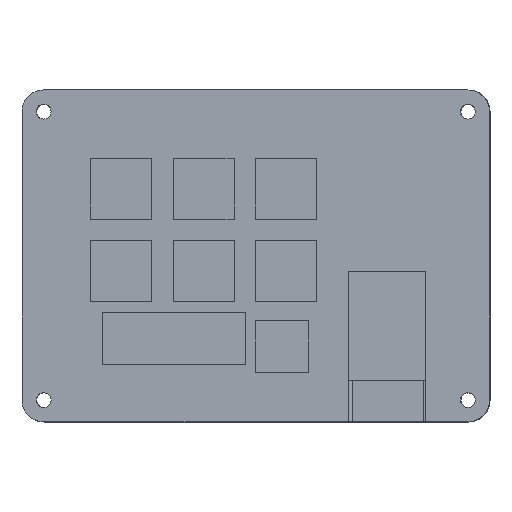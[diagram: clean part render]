
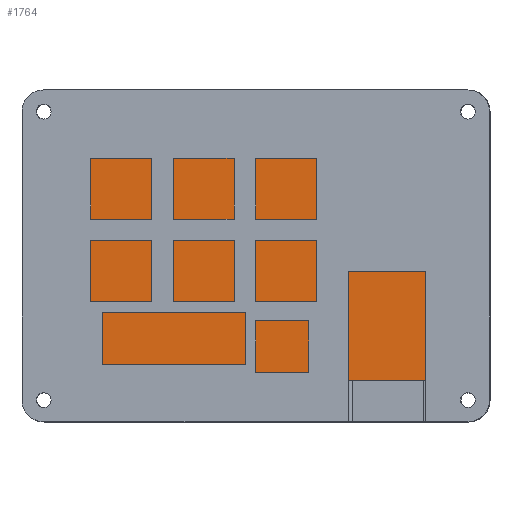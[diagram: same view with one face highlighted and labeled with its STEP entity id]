
A CAD part, top view. The second image highlights one B-rep face of the part: STEP entity #1764.
In plain terms, the highlighted planar face has unit normal (0, 0, 1).
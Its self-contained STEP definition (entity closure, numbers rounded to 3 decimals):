
#224=PLANE('',#1984);
#292=FACE_OUTER_BOUND('',#380,.T.);
#380=EDGE_LOOP('',(#1367,#1368,#1369,#1370));
#516=LINE('',#2819,#696);
#518=LINE('',#2823,#698);
#519=LINE('',#2825,#699);
#520=LINE('',#2826,#700);
#696=VECTOR('',#2253,10.);
#698=VECTOR('',#2257,10.);
#699=VECTOR('',#2258,10.);
#700=VECTOR('',#2259,10.);
#927=VERTEX_POINT('',#2816);
#928=VERTEX_POINT('',#2818);
#929=VERTEX_POINT('',#2822);
#930=VERTEX_POINT('',#2824);
#1096=EDGE_CURVE('',#927,#928,#516,.T.);
#1098=EDGE_CURVE('',#928,#929,#518,.T.);
#1099=EDGE_CURVE('',#930,#927,#519,.T.);
#1100=EDGE_CURVE('',#929,#930,#520,.T.);
#1367=ORIENTED_EDGE('',*,*,#1098,.F.);
#1368=ORIENTED_EDGE('',*,*,#1096,.F.);
#1369=ORIENTED_EDGE('',*,*,#1099,.F.);
#1370=ORIENTED_EDGE('',*,*,#1100,.F.);
#1764=ADVANCED_FACE('',(#292),#224,.T.);
#1984=AXIS2_PLACEMENT_3D('',#2821,#2255,#2256);
#2253=DIRECTION('',(-1.,0.,0.));
#2255=DIRECTION('center_axis',(0.,0.,1.));
#2256=DIRECTION('ref_axis',(0.,-1.,0.));
#2257=DIRECTION('',(0.,1.,0.));
#2258=DIRECTION('',(0.,-1.,0.));
#2259=DIRECTION('',(1.,0.,0.));
#2816=CARTESIAN_POINT('',(60.724,-25.3,2.189));
#2818=CARTESIAN_POINT('',(-27.196,-25.3,2.189));
#2819=CARTESIAN_POINT('',(38.744,-25.3,2.189));
#2821=CARTESIAN_POINT('Origin',(16.764,3.,2.189));
#2822=CARTESIAN_POINT('',(-27.196,31.3,2.189));
#2823=CARTESIAN_POINT('',(-27.196,-11.15,2.189));
#2824=CARTESIAN_POINT('',(60.724,31.3,2.189));
#2825=CARTESIAN_POINT('',(60.724,17.15,2.189));
#2826=CARTESIAN_POINT('',(-5.216,31.3,2.189));
